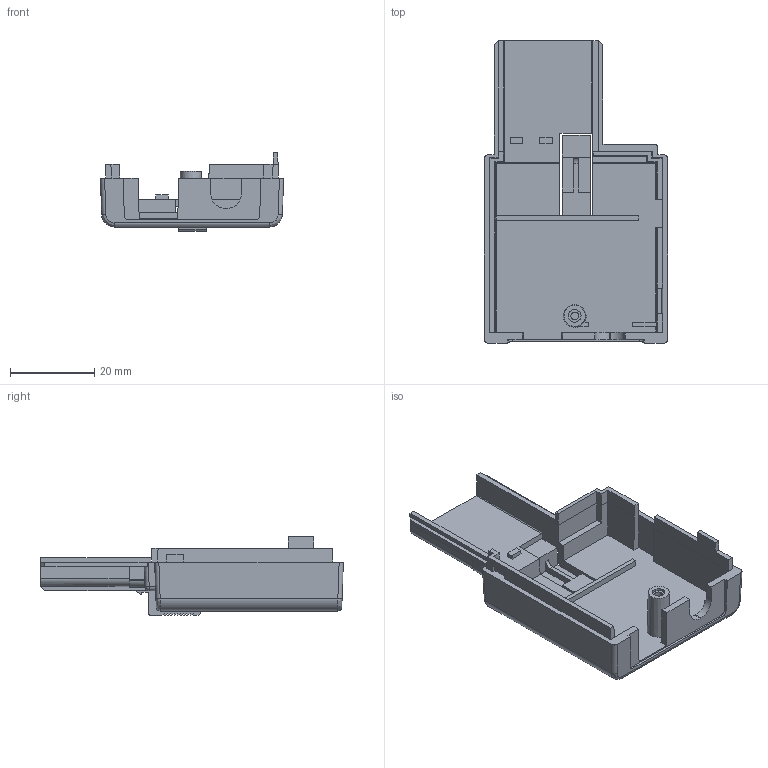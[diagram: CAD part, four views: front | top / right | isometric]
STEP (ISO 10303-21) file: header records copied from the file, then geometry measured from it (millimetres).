
FILE_DESCRIPTION((''),'2;1');
FILE_NAME('','2024-12-05T',(''),(''),'PRO/ENGINEER BY PARAMETRIC TECHNOLOGY CORPORATION, 2003250','PRO/ENGINEER BY PARAMETRIC TECHNOLOGY CORPORATION, 2003250','');
FILE_SCHEMA(('CONFIG_CONTROL_DESIGN'));
Length unit declared in the file: millimetre
Bounding box: 43.41 x 71.7 x 18.6 mm (x, y, z)
Volume: 8278 mm3; surface area: 10489.1 mm2
Topology: 2 solids, 2 shells, 278 faces, 778 edges, 508 vertices
Faces by surface type: plane 231, cylinder 38, bspline 4, sphere 2, cone 2, extrusion 1
Entity records: 9063 total; most frequent: CARTESIAN_POINT 1905, ORIENTED_EDGE 1556, DIRECTION 1352, EDGE_CURVE 778, VECTOR 682, LINE 681, VERTEX_POINT 508, AXIS2_PLACEMENT_3D 335
